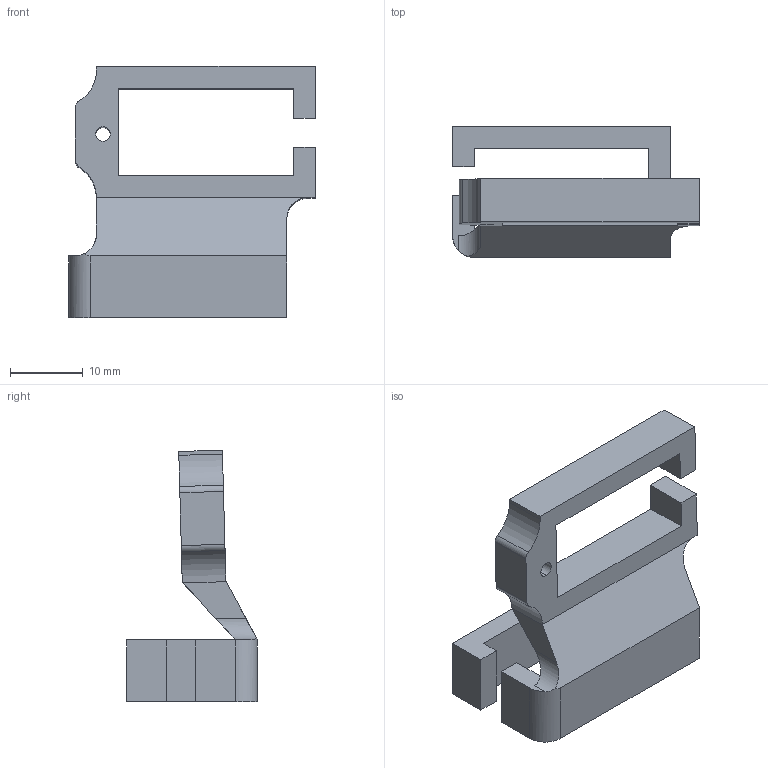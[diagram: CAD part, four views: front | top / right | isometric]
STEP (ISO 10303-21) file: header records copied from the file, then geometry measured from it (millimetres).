
FILE_DESCRIPTION (( 'STEP AP214' ), '1' );
FILE_NAME ('Bella_Servo_Holder.STL.STEP', '2026-01-12T19:39:21', ( '' ), ( '' ), 'SwSTEP 2.0', 'SolidWorks 2024', '' );
FILE_SCHEMA (( 'AUTOMOTIVE_DESIGN' ));
Length unit declared in the file: millimetre
Products named in the file (1): Bella_Servo_Holder.STL
Bounding box: 33.94 x 18 x 34.58 mm (x, y, z)
Volume: 4611.3 mm3; surface area: 3821.6 mm2
Topology: 1 solids, 1 shells, 42 faces, 116 edges, 76 vertices
Faces by surface type: plane 33, cylinder 9
Entity records: 1352 total; most frequent: CARTESIAN_POINT 261, ORIENTED_EDGE 232, DIRECTION 208, EDGE_CURVE 116, LINE 94, VECTOR 94, VERTEX_POINT 76, AXIS2_PLACEMENT_3D 57
